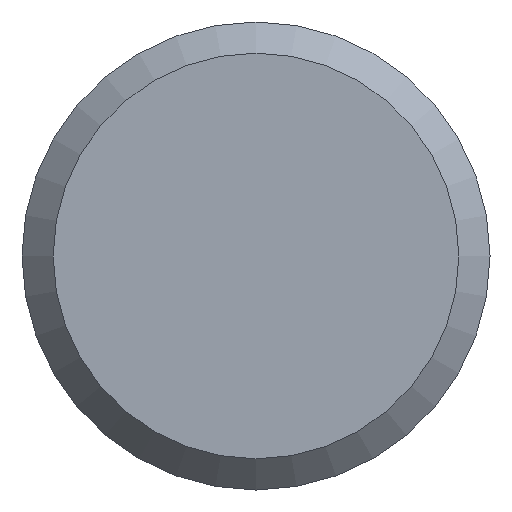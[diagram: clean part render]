
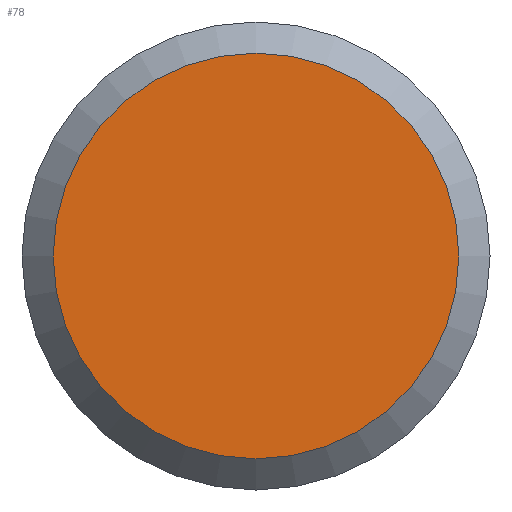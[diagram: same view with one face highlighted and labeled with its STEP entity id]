
A CAD part, front view. The second image highlights one B-rep face of the part: STEP entity #78.
In plain terms, the highlighted planar face has unit normal (0, -1, 0).
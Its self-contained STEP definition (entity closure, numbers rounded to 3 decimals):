
#16=PLANE('',#103);
#23=FACE_OUTER_BOUND('',#29,.T.);
#29=EDGE_LOOP('',(#69));
#42=CIRCLE('',#100,13.);
#47=VERTEX_POINT('',#143);
#54=EDGE_CURVE('',#47,#47,#42,.T.);
#69=ORIENTED_EDGE('',*,*,#54,.F.);
#78=ADVANCED_FACE('',(#23),#16,.F.);
#100=AXIS2_PLACEMENT_3D('',#145,#120,#121);
#103=AXIS2_PLACEMENT_3D('',#150,#127,#128);
#120=DIRECTION('center_axis',(0.,1.,0.));
#121=DIRECTION('ref_axis',(1.,0.,0.));
#127=DIRECTION('center_axis',(0.,1.,0.));
#128=DIRECTION('ref_axis',(1.,0.,0.));
#143=CARTESIAN_POINT('',(-13.,0.,0.));
#145=CARTESIAN_POINT('Origin',(0.,0.,0.));
#150=CARTESIAN_POINT('Origin',(0.,0.,0.));
